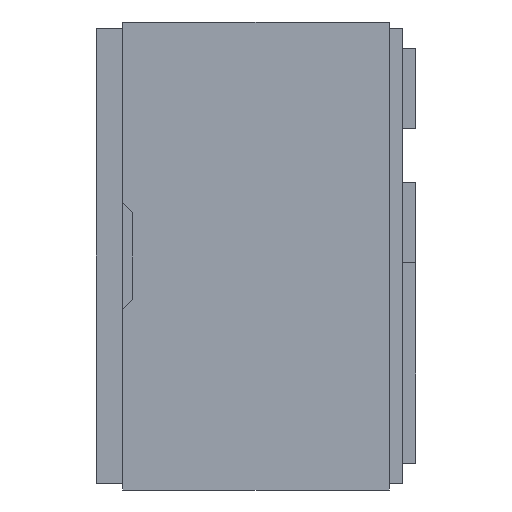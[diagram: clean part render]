
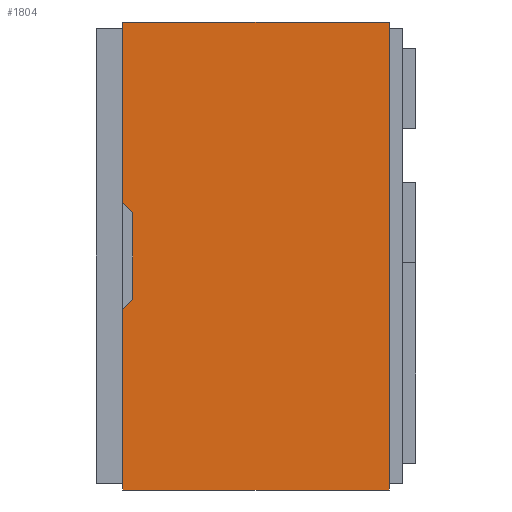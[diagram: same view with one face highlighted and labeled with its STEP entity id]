
A CAD part, left-side view. The second image highlights one B-rep face of the part: STEP entity #1804.
In plain terms, the highlighted planar face has unit normal (-1, 0, 0).
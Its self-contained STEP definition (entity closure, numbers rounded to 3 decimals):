
#42 = LINE ( 'NONE', #246, #1743 ) ;
#101 = CARTESIAN_POINT ( 'NONE',  ( -1.75, 2.115, -0.325 ) ) ;
#105 = CARTESIAN_POINT ( 'NONE',  ( -1.75, 9.33, -1.75 ) ) ;
#111 = VECTOR ( 'NONE', #1917, 1000. ) ;
#118 = DIRECTION ( 'NONE',  ( 0., -0.707, 0.707 ) ) ;
#137 = LINE ( 'NONE', #333, #1648 ) ;
#233 = LINE ( 'NONE', #762, #896 ) ;
#246 = CARTESIAN_POINT ( 'NONE',  ( -1.75, 2.115, -0.325 ) ) ;
#249 = VERTEX_POINT ( 'NONE', #101 ) ;
#255 = EDGE_CURVE ( 'NONE', #1345, #563, #1838, .T. ) ;
#292 = CARTESIAN_POINT ( 'NONE',  ( -1.75, 0.2, 1.75 ) ) ;
#311 = EDGE_CURVE ( 'NONE', #1345, #713, #137, .T. ) ;
#333 = CARTESIAN_POINT ( 'NONE',  ( -1.75, 2.19, 1.75 ) ) ;
#358 = CARTESIAN_POINT ( 'NONE',  ( -1.75, 2.19, -0.4 ) ) ;
#363 = FACE_OUTER_BOUND ( 'NONE', #524, .T. ) ;
#367 = ORIENTED_EDGE ( 'NONE', *, *, #1525, .F. ) ;
#412 = VERTEX_POINT ( 'NONE', #1516 ) ;
#443 = DIRECTION ( 'NONE',  ( 0., 0., -1. ) ) ;
#446 = CARTESIAN_POINT ( 'NONE',  ( -1.75, 9.33, 1.75 ) ) ;
#489 = EDGE_CURVE ( 'NONE', #713, #249, #42, .T. ) ;
#513 = DIRECTION ( 'NONE',  ( 0., 0., 1. ) ) ;
#518 = LINE ( 'NONE', #446, #111 ) ;
#524 = EDGE_LOOP ( 'NONE', ( #1846, #367, #698, #833, #1458, #1652, #1144, #1551 ) ) ;
#527 = LINE ( 'NONE', #1368, #848 ) ;
#529 = EDGE_CURVE ( 'NONE', #563, #1625, #1231, .T. ) ;
#557 = EDGE_CURVE ( 'NONE', #999, #1625, #518, .T. ) ;
#563 = VERTEX_POINT ( 'NONE', #1595 ) ;
#600 = DIRECTION ( 'NONE',  ( 1., 0., 0. ) ) ;
#698 = ORIENTED_EDGE ( 'NONE', *, *, #1660, .F. ) ;
#706 = VECTOR ( 'NONE', #513, 1000. ) ;
#713 = VERTEX_POINT ( 'NONE', #358 ) ;
#739 = CARTESIAN_POINT ( 'NONE',  ( -1.75, 2.19, 1.75 ) ) ;
#762 = CARTESIAN_POINT ( 'NONE',  ( -1.75, 2.19, 0.4 ) ) ;
#833 = ORIENTED_EDGE ( 'NONE', *, *, #489, .F. ) ;
#848 = VECTOR ( 'NONE', #1642, 1000. ) ;
#868 = PLANE ( 'NONE',  #1473 ) ;
#877 = DIRECTION ( 'NONE',  ( 0., 0.707, 0.707 ) ) ;
#896 = VECTOR ( 'NONE', #877, 1000. ) ;
#909 = LINE ( 'NONE', #1803, #706 ) ;
#933 = CARTESIAN_POINT ( 'NONE',  ( -1.75, 2.115, 0.325 ) ) ;
#999 = VERTEX_POINT ( 'NONE', #739 ) ;
#1032 = CARTESIAN_POINT ( 'NONE',  ( -1.75, 0.2, 1.75 ) ) ;
#1144 = ORIENTED_EDGE ( 'NONE', *, *, #529, .T. ) ;
#1156 = DIRECTION ( 'NONE',  ( 0., 0., 1. ) ) ;
#1168 = CARTESIAN_POINT ( 'NONE',  ( -1.75, 9.33, 1.75 ) ) ;
#1192 = DIRECTION ( 'NONE',  ( 0., 0., 1. ) ) ;
#1205 = VECTOR ( 'NONE', #1156, 1000. ) ;
#1230 = EDGE_CURVE ( 'NONE', #412, #999, #909, .T. ) ;
#1231 = LINE ( 'NONE', #292, #1205 ) ;
#1345 = VERTEX_POINT ( 'NONE', #1518 ) ;
#1368 = CARTESIAN_POINT ( 'NONE',  ( -1.75, 2.115, 0.325 ) ) ;
#1415 = DIRECTION ( 'NONE',  ( 0., -1., 0. ) ) ;
#1428 = VECTOR ( 'NONE', #1415, 1000. ) ;
#1458 = ORIENTED_EDGE ( 'NONE', *, *, #311, .F. ) ;
#1473 = AXIS2_PLACEMENT_3D ( 'NONE', #1168, #600, #443 ) ;
#1516 = CARTESIAN_POINT ( 'NONE',  ( -1.75, 2.19, 0.4 ) ) ;
#1518 = CARTESIAN_POINT ( 'NONE',  ( -1.75, 2.19, -1.75 ) ) ;
#1525 = EDGE_CURVE ( 'NONE', #1657, #412, #233, .T. ) ;
#1551 = ORIENTED_EDGE ( 'NONE', *, *, #557, .F. ) ;
#1595 = CARTESIAN_POINT ( 'NONE',  ( -1.75, 0.2, -1.75 ) ) ;
#1625 = VERTEX_POINT ( 'NONE', #1032 ) ;
#1642 = DIRECTION ( 'NONE',  ( 0., 0., 1. ) ) ;
#1648 = VECTOR ( 'NONE', #1192, 1000. ) ;
#1652 = ORIENTED_EDGE ( 'NONE', *, *, #255, .T. ) ;
#1657 = VERTEX_POINT ( 'NONE', #933 ) ;
#1660 = EDGE_CURVE ( 'NONE', #249, #1657, #527, .T. ) ;
#1743 = VECTOR ( 'NONE', #118, 1000. ) ;
#1803 = CARTESIAN_POINT ( 'NONE',  ( -1.75, 2.19, 1.75 ) ) ;
#1804 = ADVANCED_FACE ( 'NONE', ( #363 ), #868, .F. ) ;
#1838 = LINE ( 'NONE', #105, #1428 ) ;
#1846 = ORIENTED_EDGE ( 'NONE', *, *, #1230, .F. ) ;
#1917 = DIRECTION ( 'NONE',  ( 0., -1., 0. ) ) ;
